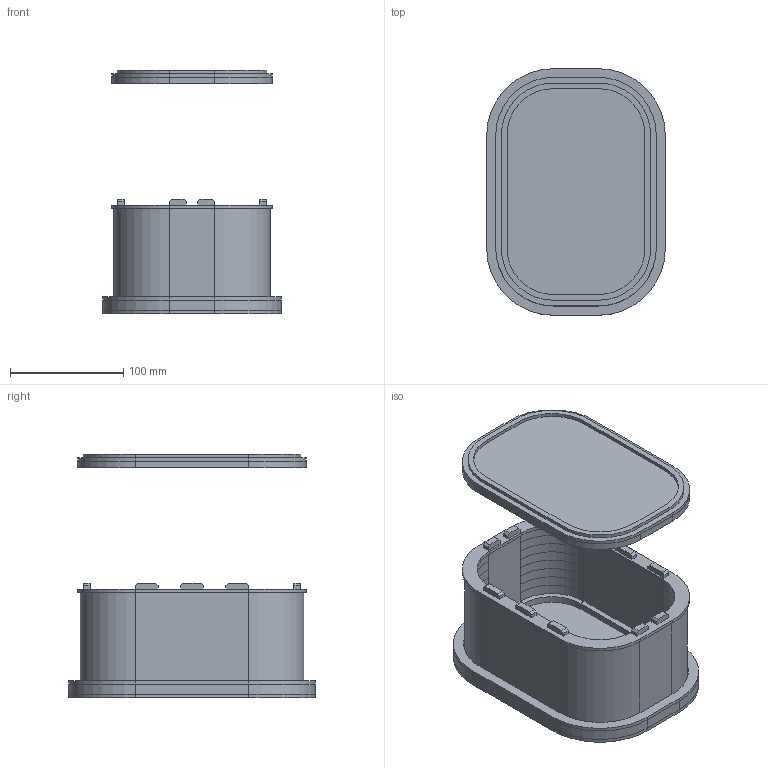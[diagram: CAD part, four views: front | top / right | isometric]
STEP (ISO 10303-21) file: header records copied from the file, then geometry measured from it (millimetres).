
FILE_DESCRIPTION(/* description */ (''),/* implementation_level */ '2;1');
FILE_NAME(/* name */ 'Feather_Box-STEP214.stp',/* time_stamp */ '2024-05-22T22:28:43+02:00',/* author */ (''),/* organization */ (''),/* preprocessor_version */ 'ST-DEVELOPER v19.3',/* originating_system */ 'SIEMENS PLM Software NX2212.4000',/* authorisation */ '');
FILE_SCHEMA (('AUTOMOTIVE_DESIGN { 1 0 10303 214 3 1 1 1 }'));
Length unit declared in the file: millimetre
Products named in the file (17): Deksel_Onderplaat; Deksel_Bovenring; Deksel_Bovenplaat; Deksel_Tussenplaat; Bovenplaat_Bodemplaat; Zijplaat_Ring; Onderplaat_Bodemrand_Kort; Onderplaat_Bodemrand_Lang; Zijplaat_Rond; Zijplaat_Lang; Zijplaat_Kort; Onderplaat_Bodemrand_Rond; Onderplaat_ValsBodem; Onderplaat_Bodemplaat; Onderplaat_Buitenring; Onderplaat_Bodem; Ass_Verendoosje
Assembly tree (54 placements, depth 2):
  Ass_Verendoosje
    Onderplaat_Bodem
    Onderplaat_Buitenring
    Onderplaat_Bodemplaat
    Onderplaat_ValsBodem
    Onderplaat_Bodemrand_Rond  x4
    Zijplaat_Kort  x2
    Zijplaat_Lang  x2
    Zijplaat_Rond  x32
    Onderplaat_Bodemrand_Lang  x2
    Onderplaat_Bodemrand_Kort  x2
    Zijplaat_Ring
    Bovenplaat_Bodemplaat
    Deksel_Tussenplaat
    Deksel_Bovenplaat
    Deksel_Bovenring
    Deksel_Onderplaat
Bounding box: 158 x 218 x 215 mm (x, y, z)
Volume: 939945.7 mm3; surface area: 549606.3 mm2
Topology: 54 solids, 54 shells, 688 faces, 1740 edges, 1160 vertices
Faces by surface type: plane 549, cylinder 130, extrusion 9
Entity records: 13051 total; most frequent: CARTESIAN_POINT 2292, ORIENTED_EDGE 2124, DIRECTION 2041, EDGE_CURVE 1062, VECTOR 929, LINE 920, VERTEX_POINT 708, AXIS2_PLACEMENT_3D 556
